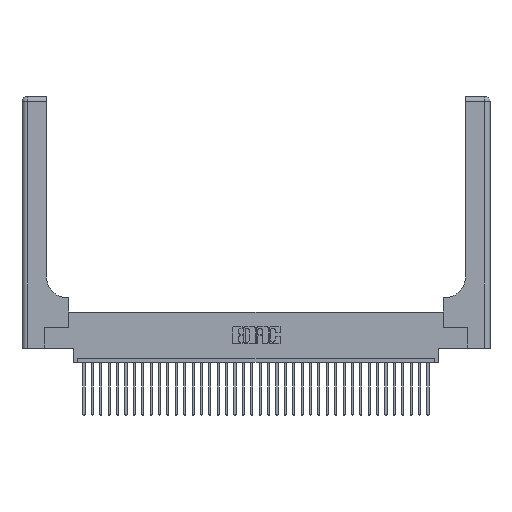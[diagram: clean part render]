
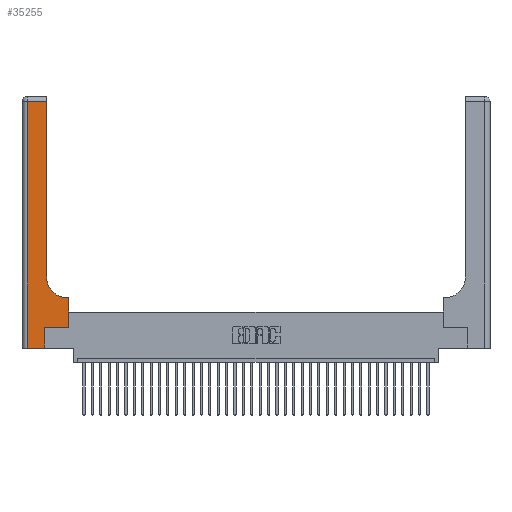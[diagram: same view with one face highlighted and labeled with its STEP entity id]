
A CAD part, top view. The second image highlights one B-rep face of the part: STEP entity #35255.
In plain terms, the highlighted planar face has unit normal (0, 0, 1).
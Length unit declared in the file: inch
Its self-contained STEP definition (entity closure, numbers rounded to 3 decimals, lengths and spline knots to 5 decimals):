
#637 = EDGE_CURVE ( 'NONE', #29520, #32852, #1624, .T. ) ;
#673 = VECTOR ( 'NONE', #16060, 39.37008 ) ;
#985 = EDGE_CURVE ( 'NONE', #32852, #22186, #23855, .T. ) ;
#1579 = DIRECTION ( 'NONE',  ( 1., 0., 0. ) ) ;
#1624 = LINE ( 'NONE', #15069, #28363 ) ;
#3930 = DIRECTION ( 'NONE',  ( -1., 0., 0. ) ) ;
#4407 = VECTOR ( 'NONE', #35418, 39.37008 ) ;
#4419 = ORIENTED_EDGE ( 'NONE', *, *, #28756, .T. ) ;
#4503 = CARTESIAN_POINT ( 'NONE',  ( 0.2915, 3., 0.37 ) ) ;
#4515 = EDGE_CURVE ( 'NONE', #30313, #33843, #17547, .T. ) ;
#5064 = LINE ( 'NONE', #23405, #8609 ) ;
#5314 = ORIENTED_EDGE ( 'NONE', *, *, #985, .T. ) ;
#6364 = ORIENTED_EDGE ( 'NONE', *, *, #31591, .T. ) ;
#7641 = EDGE_CURVE ( 'NONE', #33843, #15280, #15833, .T. ) ;
#8573 = EDGE_CURVE ( 'NONE', #22186, #15398, #30266, .T. ) ;
#8609 = VECTOR ( 'NONE', #26437, 39.37008 ) ;
#10013 = LINE ( 'NONE', #27438, #21187 ) ;
#10651 = AXIS2_PLACEMENT_3D ( 'NONE', #14708, #34473, #17387 ) ;
#11506 = ORIENTED_EDGE ( 'NONE', *, *, #7641, .T. ) ;
#12711 = CARTESIAN_POINT ( 'NONE',  ( 0., 2.94, 0.37 ) ) ;
#13290 = LINE ( 'NONE', #12711, #4407 ) ;
#13502 = VECTOR ( 'NONE', #14547, 39.37008 ) ;
#13562 = CARTESIAN_POINT ( 'NONE',  ( 0.269, 0.25, 0.37 ) ) ;
#14474 = PLANE ( 'NONE',  #10651 ) ;
#14547 = DIRECTION ( 'NONE',  ( 0., 1., 0. ) ) ;
#14708 = CARTESIAN_POINT ( 'NONE',  ( 0., 3., 0.37 ) ) ;
#15069 = CARTESIAN_POINT ( 'NONE',  ( 0.2915, 0.6, 0.37 ) ) ;
#15280 = VERTEX_POINT ( 'NONE', #20260 ) ;
#15398 = VERTEX_POINT ( 'NONE', #32345 ) ;
#15833 = LINE ( 'NONE', #19324, #673 ) ;
#16060 = DIRECTION ( 'NONE',  ( 1., 0., 0. ) ) ;
#16155 = EDGE_CURVE ( 'NONE', #35516, #21568, #10013, .T. ) ;
#17004 = DIRECTION ( 'NONE',  ( 0., -1., 0. ) ) ;
#17387 = DIRECTION ( 'NONE',  ( -1., 0., 0. ) ) ;
#17547 = LINE ( 'NONE', #34073, #32299 ) ;
#18789 = CARTESIAN_POINT ( 'NONE',  ( 0.5415, 0.85, 0.37 ) ) ;
#19184 = CARTESIAN_POINT ( 'NONE',  ( 0.2915, 0.85, 0.37 ) ) ;
#19324 = CARTESIAN_POINT ( 'NONE',  ( 0., 0., 0.37 ) ) ;
#20129 = FACE_OUTER_BOUND ( 'NONE', #22385, .T. ) ;
#20260 = CARTESIAN_POINT ( 'NONE',  ( 0.269, 0., 0.37 ) ) ;
#20467 = VECTOR ( 'NONE', #21302, 39.37008 ) ;
#21141 = ORIENTED_EDGE ( 'NONE', *, *, #16155, .T. ) ;
#21187 = VECTOR ( 'NONE', #27192, 39.37008 ) ;
#21302 = DIRECTION ( 'NONE',  ( 0., 1., 0. ) ) ;
#21568 = VERTEX_POINT ( 'NONE', #28457 ) ;
#22186 = VERTEX_POINT ( 'NONE', #19184 ) ;
#22385 = EDGE_LOOP ( 'NONE', ( #35179, #6364, #27032, #11506, #33653, #21141, #4419, #31165, #5314 ) ) ;
#23405 = CARTESIAN_POINT ( 'NONE',  ( 0.269, 0., 0.37 ) ) ;
#23841 = DIRECTION ( 'NONE',  ( 0., 0., -1. ) ) ;
#23855 = CIRCLE ( 'NONE', #34939, 0.25 ) ;
#26243 = CARTESIAN_POINT ( 'NONE',  ( 0.5415, 0.6, 0.37 ) ) ;
#26437 = DIRECTION ( 'NONE',  ( 0., 1., 0. ) ) ;
#27032 = ORIENTED_EDGE ( 'NONE', *, *, #4515, .T. ) ;
#27192 = DIRECTION ( 'NONE',  ( 1., 0., 0. ) ) ;
#27438 = CARTESIAN_POINT ( 'NONE',  ( 0.269, 0.25, 0.37 ) ) ;
#27628 = CARTESIAN_POINT ( 'NONE',  ( 0.06, 2.94, 0.37 ) ) ;
#28130 = EDGE_CURVE ( 'NONE', #15280, #35516, #5064, .T. ) ;
#28363 = VECTOR ( 'NONE', #3930, 39.37008 ) ;
#28457 = CARTESIAN_POINT ( 'NONE',  ( 0.5585, 0.25, 0.37 ) ) ;
#28660 = CARTESIAN_POINT ( 'NONE',  ( 0.5585, 0.25, 0.37 ) ) ;
#28756 = EDGE_CURVE ( 'NONE', #21568, #29520, #34486, .T. ) ;
#29520 = VERTEX_POINT ( 'NONE', #33690 ) ;
#30266 = LINE ( 'NONE', #4503, #20467 ) ;
#30313 = VERTEX_POINT ( 'NONE', #27628 ) ;
#31165 = ORIENTED_EDGE ( 'NONE', *, *, #637, .T. ) ;
#31591 = EDGE_CURVE ( 'NONE', #15398, #30313, #13290, .T. ) ;
#32299 = VECTOR ( 'NONE', #17004, 39.37008 ) ;
#32345 = CARTESIAN_POINT ( 'NONE',  ( 0.2915, 2.94, 0.37 ) ) ;
#32852 = VERTEX_POINT ( 'NONE', #26243 ) ;
#33197 = CARTESIAN_POINT ( 'NONE',  ( 0.06, 0., 0.37 ) ) ;
#33653 = ORIENTED_EDGE ( 'NONE', *, *, #28130, .T. ) ;
#33690 = CARTESIAN_POINT ( 'NONE',  ( 0.5585, 0.6, 0.37 ) ) ;
#33843 = VERTEX_POINT ( 'NONE', #33197 ) ;
#34073 = CARTESIAN_POINT ( 'NONE',  ( 0.06, 3., 0.37 ) ) ;
#34473 = DIRECTION ( 'NONE',  ( 0., 0., -1. ) ) ;
#34486 = LINE ( 'NONE', #28660, #13502 ) ;
#34939 = AXIS2_PLACEMENT_3D ( 'NONE', #18789, #23841, #1579 ) ;
#35179 = ORIENTED_EDGE ( 'NONE', *, *, #8573, .T. ) ;
#35255 = ADVANCED_FACE ( 'NONE', ( #20129 ), #14474, .F. ) ;
#35418 = DIRECTION ( 'NONE',  ( -1., 0., 0. ) ) ;
#35516 = VERTEX_POINT ( 'NONE', #13562 ) ;
